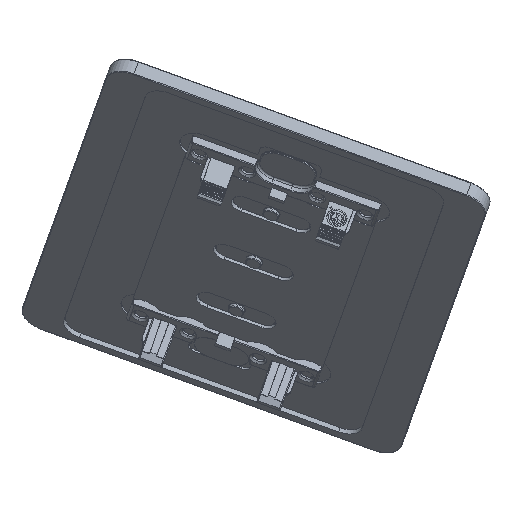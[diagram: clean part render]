
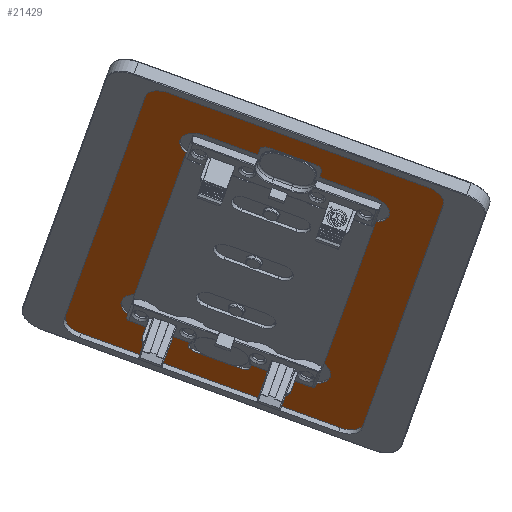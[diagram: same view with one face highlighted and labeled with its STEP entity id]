
A CAD part, left-side view. The second image highlights one B-rep face of the part: STEP entity #21429.
In plain terms, the highlighted face is planar.
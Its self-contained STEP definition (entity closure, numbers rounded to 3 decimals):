
#20958=CARTESIAN_POINT('Vertex',(33.34,-24.5,1.3)) ;
#20961=CARTESIAN_POINT('Line Origine',(0.,-24.5,1.3)) ;
#20965=CARTESIAN_POINT('Vertex',(-33.34,-24.5,1.3)) ;
#21072=CARTESIAN_POINT('Vertex',(57.5,-33.5,1.3)) ;
#21075=CARTESIAN_POINT('Line Origine',(57.5,0.,1.3)) ;
#21079=CARTESIAN_POINT('Vertex',(57.5,33.5,1.3)) ;
#21103=CARTESIAN_POINT('Vertex',(52.5,-38.5,1.3)) ;
#21106=CARTESIAN_POINT('Axis2P3D Location',(52.5,-33.5,1.3)) ;
#21127=CARTESIAN_POINT('Vertex',(-52.5,-38.5,1.3)) ;
#21130=CARTESIAN_POINT('Line Origine',(0.,-38.5,1.3)) ;
#21228=CARTESIAN_POINT('Axis2P3D Location',(0.,0.,1.3)) ;
#21233=CARTESIAN_POINT('Axis2P3D Location',(-52.5,33.5,1.3)) ;
#21237=CARTESIAN_POINT('Vertex',(-57.5,33.5,1.3)) ;
#21239=CARTESIAN_POINT('Vertex',(-52.5,38.5,1.3)) ;
#21242=CARTESIAN_POINT('Line Origine',(0.,38.5,1.3)) ;
#21246=CARTESIAN_POINT('Vertex',(52.5,38.5,1.3)) ;
#21249=CARTESIAN_POINT('Axis2P3D Location',(52.5,33.5,1.3)) ;
#21254=CARTESIAN_POINT('Axis2P3D Location',(-52.5,-33.5,1.3)) ;
#21258=CARTESIAN_POINT('Vertex',(-57.5,-33.5,1.3)) ;
#21261=CARTESIAN_POINT('Line Origine',(-57.5,0.,1.3)) ;
#21276=CARTESIAN_POINT('Axis2P3D Location',(37.95,-21.5,1.3)) ;
#21280=CARTESIAN_POINT('Vertex',(43.45,-21.5,1.3)) ;
#21283=CARTESIAN_POINT('Line Origine',(43.45,-14.75,1.3)) ;
#21287=CARTESIAN_POINT('Vertex',(43.45,-8.,1.3)) ;
#21290=CARTESIAN_POINT('Line Origine',(44.7,-8.,1.3)) ;
#21294=CARTESIAN_POINT('Vertex',(45.95,-8.,1.3)) ;
#21297=CARTESIAN_POINT('Axis2P3D Location',(45.95,-6.,1.3)) ;
#21301=CARTESIAN_POINT('Vertex',(47.95,-6.,1.3)) ;
#21304=CARTESIAN_POINT('Line Origine',(47.95,0.,1.3)) ;
#21308=CARTESIAN_POINT('Vertex',(47.95,6.,1.3)) ;
#21311=CARTESIAN_POINT('Axis2P3D Location',(45.95,6.,1.3)) ;
#21315=CARTESIAN_POINT('Vertex',(45.95,8.,1.3)) ;
#21318=CARTESIAN_POINT('Line Origine',(44.7,8.,1.3)) ;
#21322=CARTESIAN_POINT('Vertex',(43.45,8.,1.3)) ;
#21325=CARTESIAN_POINT('Line Origine',(43.45,14.75,1.3)) ;
#21329=CARTESIAN_POINT('Vertex',(43.45,21.5,1.3)) ;
#21332=CARTESIAN_POINT('Axis2P3D Location',(37.95,21.5,1.3)) ;
#21336=CARTESIAN_POINT('Vertex',(33.34,24.5,1.3)) ;
#21339=CARTESIAN_POINT('Line Origine',(0.,24.5,1.3)) ;
#21343=CARTESIAN_POINT('Vertex',(-33.34,24.5,1.3)) ;
#21346=CARTESIAN_POINT('Axis2P3D Location',(-37.95,21.5,1.3)) ;
#21350=CARTESIAN_POINT('Vertex',(-43.45,21.5,1.3)) ;
#21353=CARTESIAN_POINT('Line Origine',(-43.45,14.75,1.3)) ;
#21357=CARTESIAN_POINT('Vertex',(-43.45,8.,1.3)) ;
#21360=CARTESIAN_POINT('Line Origine',(-44.7,8.,1.3)) ;
#21364=CARTESIAN_POINT('Vertex',(-45.95,8.,1.3)) ;
#21367=CARTESIAN_POINT('Axis2P3D Location',(-45.95,6.,1.3)) ;
#21371=CARTESIAN_POINT('Vertex',(-47.95,6.,1.3)) ;
#21374=CARTESIAN_POINT('Line Origine',(-47.95,0.,1.3)) ;
#21378=CARTESIAN_POINT('Vertex',(-47.95,-6.,1.3)) ;
#21381=CARTESIAN_POINT('Axis2P3D Location',(-45.95,-6.,1.3)) ;
#21385=CARTESIAN_POINT('Vertex',(-45.95,-8.,1.3)) ;
#21388=CARTESIAN_POINT('Line Origine',(-44.7,-8.,1.3)) ;
#21392=CARTESIAN_POINT('Vertex',(-43.45,-8.,1.3)) ;
#21395=CARTESIAN_POINT('Line Origine',(-43.45,-14.75,1.3)) ;
#21399=CARTESIAN_POINT('Vertex',(-43.45,-21.5,1.3)) ;
#21402=CARTESIAN_POINT('Axis2P3D Location',(-37.95,-21.5,1.3)) ;
#20962=DIRECTION('Vector Direction',(1.,0.,0.)) ;
#21076=DIRECTION('Vector Direction',(0.,1.,0.)) ;
#21107=DIRECTION('Axis2P3D Direction',(0.,0.,-1.)) ;
#21131=DIRECTION('Vector Direction',(1.,0.,0.)) ;
#21229=DIRECTION('Axis2P3D Direction',(0.,0.,-1.)) ;
#21230=DIRECTION('Axis2P3D XDirection',(1.,0.,0.)) ;
#21234=DIRECTION('Axis2P3D Direction',(0.,0.,-1.)) ;
#21243=DIRECTION('Vector Direction',(1.,0.,0.)) ;
#21250=DIRECTION('Axis2P3D Direction',(0.,0.,-1.)) ;
#21255=DIRECTION('Axis2P3D Direction',(0.,0.,-1.)) ;
#21262=DIRECTION('Vector Direction',(0.,1.,0.)) ;
#21277=DIRECTION('Axis2P3D Direction',(0.,0.,-1.)) ;
#21284=DIRECTION('Vector Direction',(0.,-1.,0.)) ;
#21291=DIRECTION('Vector Direction',(1.,0.,0.)) ;
#21298=DIRECTION('Axis2P3D Direction',(0.,0.,-1.)) ;
#21305=DIRECTION('Vector Direction',(0.,-1.,0.)) ;
#21312=DIRECTION('Axis2P3D Direction',(0.,0.,-1.)) ;
#21319=DIRECTION('Vector Direction',(1.,0.,0.)) ;
#21326=DIRECTION('Vector Direction',(0.,-1.,0.)) ;
#21333=DIRECTION('Axis2P3D Direction',(0.,0.,-1.)) ;
#21340=DIRECTION('Vector Direction',(1.,0.,0.)) ;
#21347=DIRECTION('Axis2P3D Direction',(0.,0.,-1.)) ;
#21354=DIRECTION('Vector Direction',(0.,-1.,0.)) ;
#21361=DIRECTION('Vector Direction',(1.,0.,0.)) ;
#21368=DIRECTION('Axis2P3D Direction',(0.,0.,-1.)) ;
#21375=DIRECTION('Vector Direction',(0.,-1.,0.)) ;
#21382=DIRECTION('Axis2P3D Direction',(0.,0.,-1.)) ;
#21389=DIRECTION('Vector Direction',(1.,0.,0.)) ;
#21396=DIRECTION('Vector Direction',(0.,-1.,0.)) ;
#21403=DIRECTION('Axis2P3D Direction',(0.,0.,-1.)) ;
#21108=AXIS2_PLACEMENT_3D('Circle Axis2P3D',#21106,#21107,$) ;
#21231=AXIS2_PLACEMENT_3D('Plane Axis2P3D',#21228,#21229,#21230) ;
#21235=AXIS2_PLACEMENT_3D('Circle Axis2P3D',#21233,#21234,$) ;
#21251=AXIS2_PLACEMENT_3D('Circle Axis2P3D',#21249,#21250,$) ;
#21256=AXIS2_PLACEMENT_3D('Circle Axis2P3D',#21254,#21255,$) ;
#21278=AXIS2_PLACEMENT_3D('Circle Axis2P3D',#21276,#21277,$) ;
#21299=AXIS2_PLACEMENT_3D('Circle Axis2P3D',#21297,#21298,$) ;
#21313=AXIS2_PLACEMENT_3D('Circle Axis2P3D',#21311,#21312,$) ;
#21334=AXIS2_PLACEMENT_3D('Circle Axis2P3D',#21332,#21333,$) ;
#21348=AXIS2_PLACEMENT_3D('Circle Axis2P3D',#21346,#21347,$) ;
#21369=AXIS2_PLACEMENT_3D('Circle Axis2P3D',#21367,#21368,$) ;
#21383=AXIS2_PLACEMENT_3D('Circle Axis2P3D',#21381,#21382,$) ;
#21404=AXIS2_PLACEMENT_3D('Circle Axis2P3D',#21402,#21403,$) ;
#21267=ORIENTED_EDGE('',*,*,#21241,.T.) ;
#21268=ORIENTED_EDGE('',*,*,#21248,.T.) ;
#21269=ORIENTED_EDGE('',*,*,#21253,.F.) ;
#21270=ORIENTED_EDGE('',*,*,#21081,.F.) ;
#21271=ORIENTED_EDGE('',*,*,#21110,.T.) ;
#21272=ORIENTED_EDGE('',*,*,#21134,.F.) ;
#21273=ORIENTED_EDGE('',*,*,#21260,.F.) ;
#21274=ORIENTED_EDGE('',*,*,#21265,.T.) ;
#21408=ORIENTED_EDGE('',*,*,#20967,.F.) ;
#21409=ORIENTED_EDGE('',*,*,#21282,.F.) ;
#21410=ORIENTED_EDGE('',*,*,#21289,.F.) ;
#21411=ORIENTED_EDGE('',*,*,#21296,.T.) ;
#21412=ORIENTED_EDGE('',*,*,#21303,.F.) ;
#21413=ORIENTED_EDGE('',*,*,#21310,.F.) ;
#21414=ORIENTED_EDGE('',*,*,#21317,.F.) ;
#21415=ORIENTED_EDGE('',*,*,#21324,.F.) ;
#21416=ORIENTED_EDGE('',*,*,#21331,.F.) ;
#21417=ORIENTED_EDGE('',*,*,#21338,.F.) ;
#21418=ORIENTED_EDGE('',*,*,#21345,.T.) ;
#21419=ORIENTED_EDGE('',*,*,#21352,.F.) ;
#21420=ORIENTED_EDGE('',*,*,#21359,.T.) ;
#21421=ORIENTED_EDGE('',*,*,#21366,.F.) ;
#21422=ORIENTED_EDGE('',*,*,#21373,.F.) ;
#21423=ORIENTED_EDGE('',*,*,#21380,.T.) ;
#21424=ORIENTED_EDGE('',*,*,#21387,.F.) ;
#21425=ORIENTED_EDGE('',*,*,#21394,.T.) ;
#21426=ORIENTED_EDGE('',*,*,#21401,.T.) ;
#21427=ORIENTED_EDGE('',*,*,#21406,.F.) ;
#21428=FACE_BOUND('',#21407,.T.) ;
#20963=VECTOR('Line Direction',#20962,1.) ;
#21077=VECTOR('Line Direction',#21076,1.) ;
#21132=VECTOR('Line Direction',#21131,1.) ;
#21244=VECTOR('Line Direction',#21243,1.) ;
#21263=VECTOR('Line Direction',#21262,1.) ;
#21285=VECTOR('Line Direction',#21284,1.) ;
#21292=VECTOR('Line Direction',#21291,1.) ;
#21306=VECTOR('Line Direction',#21305,1.) ;
#21320=VECTOR('Line Direction',#21319,1.) ;
#21327=VECTOR('Line Direction',#21326,1.) ;
#21341=VECTOR('Line Direction',#21340,1.) ;
#21355=VECTOR('Line Direction',#21354,1.) ;
#21362=VECTOR('Line Direction',#21361,1.) ;
#21376=VECTOR('Line Direction',#21375,1.) ;
#21390=VECTOR('Line Direction',#21389,1.) ;
#21397=VECTOR('Line Direction',#21396,1.) ;
#21429=ADVANCED_FACE('placca CORIAN',(#21275,#21428),#21232,.T.) ;
#21109=CIRCLE('generated circle',#21108,5.) ;
#21236=CIRCLE('generated circle',#21235,5.) ;
#21252=CIRCLE('generated circle',#21251,5.) ;
#21257=CIRCLE('generated circle',#21256,5.) ;
#21279=CIRCLE('generated circle',#21278,5.5) ;
#21300=CIRCLE('generated circle',#21299,2.) ;
#21314=CIRCLE('generated circle',#21313,2.) ;
#21335=CIRCLE('generated circle',#21334,5.5) ;
#21349=CIRCLE('generated circle',#21348,5.5) ;
#21370=CIRCLE('generated circle',#21369,2.) ;
#21384=CIRCLE('generated circle',#21383,2.) ;
#21405=CIRCLE('generated circle',#21404,5.5) ;
#20967=EDGE_CURVE('',#20959,#20966,#20964,.F.) ;
#21081=EDGE_CURVE('',#21073,#21080,#21078,.T.) ;
#21110=EDGE_CURVE('',#21073,#21104,#21109,.T.) ;
#21134=EDGE_CURVE('',#21128,#21104,#21133,.T.) ;
#21241=EDGE_CURVE('',#21238,#21240,#21236,.T.) ;
#21248=EDGE_CURVE('',#21240,#21247,#21245,.T.) ;
#21253=EDGE_CURVE('',#21080,#21247,#21252,.F.) ;
#21260=EDGE_CURVE('',#21259,#21128,#21257,.F.) ;
#21265=EDGE_CURVE('',#21259,#21238,#21264,.T.) ;
#21282=EDGE_CURVE('',#21281,#20959,#21279,.T.) ;
#21289=EDGE_CURVE('',#21288,#21281,#21286,.T.) ;
#21296=EDGE_CURVE('',#21288,#21295,#21293,.T.) ;
#21303=EDGE_CURVE('',#21302,#21295,#21300,.T.) ;
#21310=EDGE_CURVE('',#21309,#21302,#21307,.T.) ;
#21317=EDGE_CURVE('',#21316,#21309,#21314,.T.) ;
#21324=EDGE_CURVE('',#21323,#21316,#21321,.T.) ;
#21331=EDGE_CURVE('',#21330,#21323,#21328,.T.) ;
#21338=EDGE_CURVE('',#21337,#21330,#21335,.T.) ;
#21345=EDGE_CURVE('',#21337,#21344,#21342,.F.) ;
#21352=EDGE_CURVE('',#21351,#21344,#21349,.T.) ;
#21359=EDGE_CURVE('',#21351,#21358,#21356,.T.) ;
#21366=EDGE_CURVE('',#21365,#21358,#21363,.T.) ;
#21373=EDGE_CURVE('',#21372,#21365,#21370,.T.) ;
#21380=EDGE_CURVE('',#21372,#21379,#21377,.T.) ;
#21387=EDGE_CURVE('',#21386,#21379,#21384,.T.) ;
#21394=EDGE_CURVE('',#21386,#21393,#21391,.T.) ;
#21401=EDGE_CURVE('',#21393,#21400,#21398,.T.) ;
#21406=EDGE_CURVE('',#20966,#21400,#21405,.T.) ;
#21266=EDGE_LOOP('',(#21267,#21268,#21269,#21270,#21271,#21272,#21273,#21274)) ;
#21407=EDGE_LOOP('',(#21408,#21409,#21410,#21411,#21412,#21413,#21414,#21415,#21416,#21417,#21418,#21419,#21420,#21421,#21422,#21423,#21424,#21425,#21426,#21427)) ;
#21275=FACE_OUTER_BOUND('',#21266,.T.) ;
#20964=LINE('Line',#20961,#20963) ;
#21078=LINE('Line',#21075,#21077) ;
#21133=LINE('Line',#21130,#21132) ;
#21245=LINE('Line',#21242,#21244) ;
#21264=LINE('Line',#21261,#21263) ;
#21286=LINE('Line',#21283,#21285) ;
#21293=LINE('Line',#21290,#21292) ;
#21307=LINE('Line',#21304,#21306) ;
#21321=LINE('Line',#21318,#21320) ;
#21328=LINE('Line',#21325,#21327) ;
#21342=LINE('Line',#21339,#21341) ;
#21356=LINE('Line',#21353,#21355) ;
#21363=LINE('Line',#21360,#21362) ;
#21377=LINE('Line',#21374,#21376) ;
#21391=LINE('Line',#21388,#21390) ;
#21398=LINE('Line',#21395,#21397) ;
#21232=PLANE('',#21231) ;
#20959=VERTEX_POINT('',#20958) ;
#20966=VERTEX_POINT('',#20965) ;
#21073=VERTEX_POINT('',#21072) ;
#21080=VERTEX_POINT('',#21079) ;
#21104=VERTEX_POINT('',#21103) ;
#21128=VERTEX_POINT('',#21127) ;
#21238=VERTEX_POINT('',#21237) ;
#21240=VERTEX_POINT('',#21239) ;
#21247=VERTEX_POINT('',#21246) ;
#21259=VERTEX_POINT('',#21258) ;
#21281=VERTEX_POINT('',#21280) ;
#21288=VERTEX_POINT('',#21287) ;
#21295=VERTEX_POINT('',#21294) ;
#21302=VERTEX_POINT('',#21301) ;
#21309=VERTEX_POINT('',#21308) ;
#21316=VERTEX_POINT('',#21315) ;
#21323=VERTEX_POINT('',#21322) ;
#21330=VERTEX_POINT('',#21329) ;
#21337=VERTEX_POINT('',#21336) ;
#21344=VERTEX_POINT('',#21343) ;
#21351=VERTEX_POINT('',#21350) ;
#21358=VERTEX_POINT('',#21357) ;
#21365=VERTEX_POINT('',#21364) ;
#21372=VERTEX_POINT('',#21371) ;
#21379=VERTEX_POINT('',#21378) ;
#21386=VERTEX_POINT('',#21385) ;
#21393=VERTEX_POINT('',#21392) ;
#21400=VERTEX_POINT('',#21399) ;
